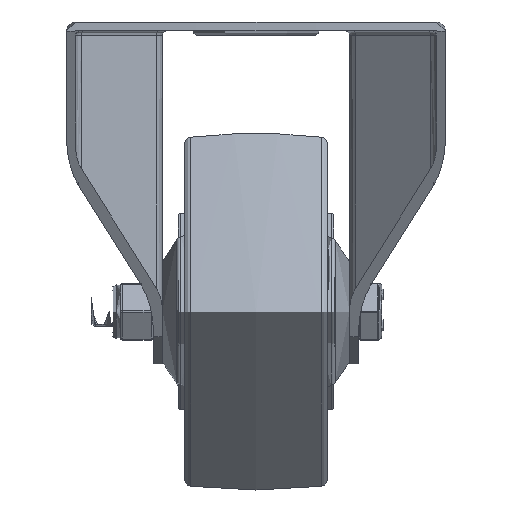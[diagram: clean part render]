
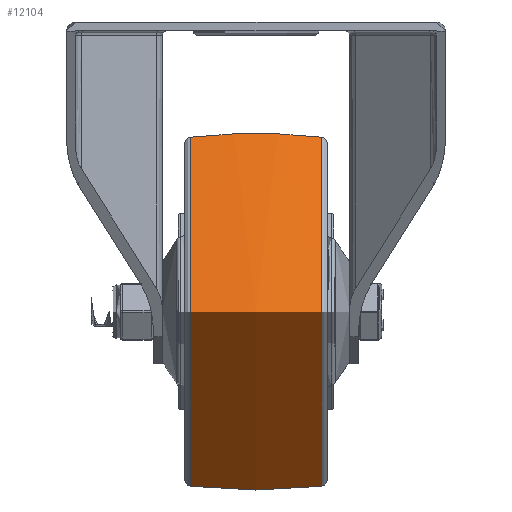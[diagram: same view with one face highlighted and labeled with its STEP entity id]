
A CAD part, left-side view. The second image highlights one B-rep face of the part: STEP entity #12104.
In plain terms, the highlighted free-form (B-spline) face has degree [2, 2] with [3, 9] control points.
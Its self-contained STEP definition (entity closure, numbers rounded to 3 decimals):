
#3176=(
BOUNDED_SURFACE()
B_SPLINE_SURFACE(2,2,((#17320,#17321,#17322,#17323,#17324,#17325,#17326,
#17327,#17328),(#17329,#17330,#17331,#17332,#17333,#17334,#17335,#17336,
#17337),(#17338,#17339,#17340,#17341,#17342,#17343,#17344,#17345,#17346)),
 .UNSPECIFIED.,.F.,.T.,.F.)
B_SPLINE_SURFACE_WITH_KNOTS((3,3),(3,2,2,2,3),(-0.114,0.114),
(-3.142,-1.571,0.,1.571,3.142),
 .UNSPECIFIED.)
GEOMETRIC_REPRESENTATION_ITEM()
RATIONAL_B_SPLINE_SURFACE(((1.,0.707,1.,0.707,1.,
0.707,1.,0.707,1.),(0.993,0.702,
0.993,0.702,0.993,0.702,
0.993,0.702,0.993),(1.,0.707,
1.,0.707,1.,0.707,1.,0.707,1.)))
REPRESENTATION_ITEM('')
SURFACE()
);
#3178=FACE_OUTER_BOUND('',#3931,.T.);
#3931=EDGE_LOOP('',(#8385,#8386,#8387,#8388));
#4826=CIRCLE('',#13008,39.16);
#4827=CIRCLE('',#13009,128.5);
#4828=CIRCLE('',#13010,39.16);
#5338=VERTEX_POINT('',#17317);
#5339=VERTEX_POINT('',#17347);
#6544=EDGE_CURVE('',#5338,#5338,#4826,.T.);
#6545=EDGE_CURVE('',#5338,#5339,#4827,.T.);
#6546=EDGE_CURVE('',#5339,#5339,#4828,.T.);
#8385=ORIENTED_EDGE('',*,*,#6544,.F.);
#8386=ORIENTED_EDGE('',*,*,#6545,.T.);
#8387=ORIENTED_EDGE('',*,*,#6546,.T.);
#8388=ORIENTED_EDGE('',*,*,#6545,.F.);
#12104=ADVANCED_FACE('',(#3178),#3176,.F.);
#13008=AXIS2_PLACEMENT_3D('',#17319,#14180,#14181);
#13009=AXIS2_PLACEMENT_3D('',#17348,#14182,#14183);
#13010=AXIS2_PLACEMENT_3D('',#17349,#14184,#14185);
#14180=DIRECTION('center_axis',(0.,1.,0.));
#14181=DIRECTION('ref_axis',(-1.,0.,0.));
#14182=DIRECTION('center_axis',(1.,0.,0.));
#14183=DIRECTION('ref_axis',(0.,0.,
1.));
#14184=DIRECTION('center_axis',(0.,1.,0.));
#14185=DIRECTION('ref_axis',(-1.,0.,0.));
#17317=CARTESIAN_POINT('',(0.,14.671,39.16));
#17319=CARTESIAN_POINT('Origin',(0.,14.671,
0.));
#17320=CARTESIAN_POINT('Ctrl Pts',(0.,-14.671,
39.16));
#17321=CARTESIAN_POINT('Ctrl Pts',(39.16,-14.671,39.16));
#17322=CARTESIAN_POINT('Ctrl Pts',(39.16,-14.671,0.));
#17323=CARTESIAN_POINT('Ctrl Pts',(39.16,-14.671,-39.16));
#17324=CARTESIAN_POINT('Ctrl Pts',(0.,-14.671,
-39.16));
#17325=CARTESIAN_POINT('Ctrl Pts',(-39.16,-14.671,
-39.16));
#17326=CARTESIAN_POINT('Ctrl Pts',(-39.16,-14.671,
0.));
#17327=CARTESIAN_POINT('Ctrl Pts',(-39.16,-14.671,
39.16));
#17328=CARTESIAN_POINT('Ctrl Pts',(0.,-14.671,
39.16));
#17329=CARTESIAN_POINT('Ctrl Pts',(0.,0.,
40.846));
#17330=CARTESIAN_POINT('Ctrl Pts',(40.846,0.,
40.846));
#17331=CARTESIAN_POINT('Ctrl Pts',(40.846,0.,
0.));
#17332=CARTESIAN_POINT('Ctrl Pts',(40.846,0.,
-40.846));
#17333=CARTESIAN_POINT('Ctrl Pts',(0.,0.,
-40.846));
#17334=CARTESIAN_POINT('Ctrl Pts',(-40.846,0.,
-40.846));
#17335=CARTESIAN_POINT('Ctrl Pts',(-40.846,0.,
0.));
#17336=CARTESIAN_POINT('Ctrl Pts',(-40.846,0.,
40.846));
#17337=CARTESIAN_POINT('Ctrl Pts',(0.,0.,
40.846));
#17338=CARTESIAN_POINT('Ctrl Pts',(0.,14.671,
39.16));
#17339=CARTESIAN_POINT('Ctrl Pts',(39.16,14.671,39.16));
#17340=CARTESIAN_POINT('Ctrl Pts',(39.16,14.671,0.));
#17341=CARTESIAN_POINT('Ctrl Pts',(39.16,14.671,-39.16));
#17342=CARTESIAN_POINT('Ctrl Pts',(0.,14.671,
-39.16));
#17343=CARTESIAN_POINT('Ctrl Pts',(-39.16,14.671,-39.16));
#17344=CARTESIAN_POINT('Ctrl Pts',(-39.16,14.671,0.));
#17345=CARTESIAN_POINT('Ctrl Pts',(-39.16,14.671,39.16));
#17346=CARTESIAN_POINT('Ctrl Pts',(0.,14.671,
39.16));
#17347=CARTESIAN_POINT('',(0.,-14.671,39.16));
#17348=CARTESIAN_POINT('Origin',(0.,0.,
-88.5));
#17349=CARTESIAN_POINT('Origin',(0.,-14.671,
0.));
